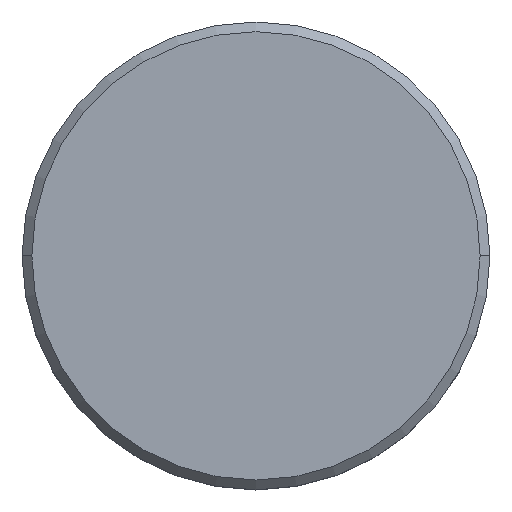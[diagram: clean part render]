
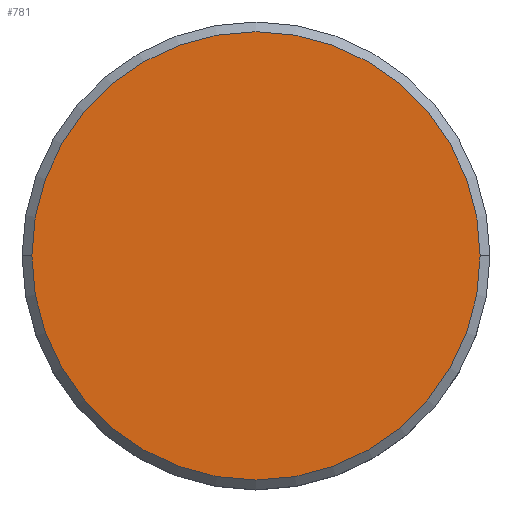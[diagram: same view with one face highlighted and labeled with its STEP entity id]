
A CAD part, top view. The second image highlights one B-rep face of the part: STEP entity #781.
In plain terms, the highlighted planar face has unit normal (0, 0, 1).
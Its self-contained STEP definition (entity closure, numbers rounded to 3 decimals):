
#9 = CIRCLE ( 'NONE', #967, 11.5 ) ;
#54 = FACE_OUTER_BOUND ( 'NONE', #1044, .T. ) ;
#98 = CARTESIAN_POINT ( 'NONE',  ( 0., 0., 0. ) ) ;
#169 = DIRECTION ( 'NONE',  ( 1., 0., 0. ) ) ;
#175 = CARTESIAN_POINT ( 'NONE',  ( -11.5, 0., 0. ) ) ;
#283 = VERTEX_POINT ( 'NONE', #435 ) ;
#409 = CIRCLE ( 'NONE', #683, 11.5 ) ;
#435 = CARTESIAN_POINT ( 'NONE',  ( 11.5, 0., 0. ) ) ;
#452 = CARTESIAN_POINT ( 'NONE',  ( 0., 0., 0. ) ) ;
#458 = AXIS2_PLACEMENT_3D ( 'NONE', #452, #531, #622 ) ;
#500 = DIRECTION ( 'NONE',  ( 0., 0., 1. ) ) ;
#523 = DIRECTION ( 'NONE',  ( 0., 0., 1. ) ) ;
#531 = DIRECTION ( 'NONE',  ( 0., 0., 1. ) ) ;
#612 = VERTEX_POINT ( 'NONE', #175 ) ;
#622 = DIRECTION ( 'NONE',  ( 1., 0., 0. ) ) ;
#626 = EDGE_CURVE ( 'NONE', #612, #283, #9, .T. ) ;
#683 = AXIS2_PLACEMENT_3D ( 'NONE', #760, #500, #169 ) ;
#703 = ORIENTED_EDGE ( 'NONE', *, *, #626, .T. ) ;
#751 = DIRECTION ( 'NONE',  ( 1., 0., 0. ) ) ;
#760 = CARTESIAN_POINT ( 'NONE',  ( 0., 0., 0. ) ) ;
#781 = ADVANCED_FACE ( 'NONE', ( #54 ), #932, .T. ) ;
#804 = ORIENTED_EDGE ( 'NONE', *, *, #1008, .T. ) ;
#932 = PLANE ( 'NONE',  #458 ) ;
#967 = AXIS2_PLACEMENT_3D ( 'NONE', #98, #523, #751 ) ;
#1008 = EDGE_CURVE ( 'NONE', #283, #612, #409, .T. ) ;
#1044 = EDGE_LOOP ( 'NONE', ( #703, #804 ) ) ;
